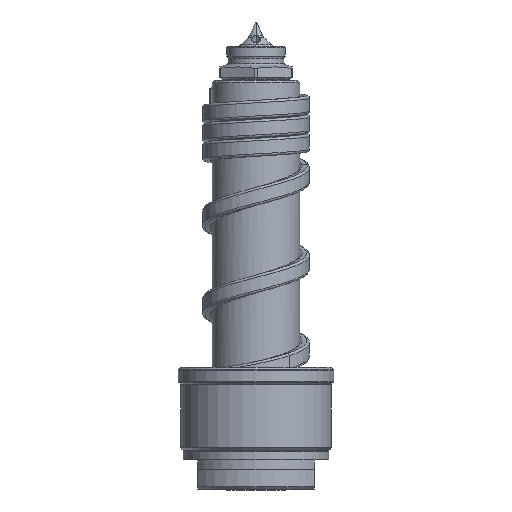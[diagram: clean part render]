
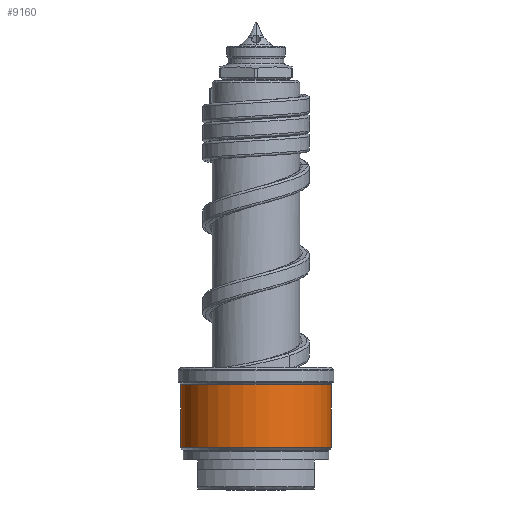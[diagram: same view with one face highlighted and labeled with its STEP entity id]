
A CAD part, front view. The second image highlights one B-rep face of the part: STEP entity #9160.
In plain terms, the highlighted cylindrical face has radius 15.5 mm (diameter 31 mm), a partial arc.
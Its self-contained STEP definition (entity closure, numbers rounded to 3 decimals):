
#2067=CARTESIAN_POINT('',(0.,0.,8.583));
#2068=DIRECTION('',(0.,0.,1.));
#2069=DIRECTION('',(-1.,0.,0.));
#2070=AXIS2_PLACEMENT_3D('',#2067,#2068,#2069);
#2072=DIRECTION('',(0.,0.,-1.));
#2073=VECTOR('',#2072,12.835);
#2074=CARTESIAN_POINT('',(-15.5,0.,21.417));
#2075=LINE('',#2074,#2073);
#2076=CARTESIAN_POINT('',(0.,0.,21.417));
#2077=DIRECTION('',(0.,0.,1.));
#2078=DIRECTION('',(-1.,0.,0.));
#2079=AXIS2_PLACEMENT_3D('',#2076,#2077,#2078);
#2081=DIRECTION('',(0.,0.,-1.));
#2082=VECTOR('',#2081,12.835);
#2083=CARTESIAN_POINT('',(15.5,0.,21.417));
#2084=LINE('',#2083,#2082);
#6318=CARTESIAN_POINT('',(15.5,0.,21.417));
#6319=CARTESIAN_POINT('',(-15.5,0.,21.417));
#6320=VERTEX_POINT('',#6318);
#6321=VERTEX_POINT('',#6319);
#6344=CARTESIAN_POINT('',(15.5,0.,8.583));
#6345=VERTEX_POINT('',#6344);
#6346=CARTESIAN_POINT('',(-15.5,0.,8.583));
#6347=VERTEX_POINT('',#6346);
#9148=CARTESIAN_POINT('',(0.,0.,7.15));
#9149=DIRECTION('',(0.,0.,1.));
#9150=DIRECTION('',(-1.,0.,0.));
#9151=AXIS2_PLACEMENT_3D('',#9148,#9149,#9150);
#9152=CYLINDRICAL_SURFACE('',#9151,15.5);
#9153=ORIENTED_EDGE('',*,*,#9120,.F.);
#9154=ORIENTED_EDGE('',*,*,#9138,.F.);
#9156=ORIENTED_EDGE('',*,*,#9155,.T.);
#9157=ORIENTED_EDGE('',*,*,#9134,.T.);
#9158=EDGE_LOOP('',(#9153,#9154,#9156,#9157));
#9159=FACE_OUTER_BOUND('',#9158,.F.);
#2071=CIRCLE('',#2070,15.5);
#2080=CIRCLE('',#2079,15.5);
#9120=EDGE_CURVE('',#6347,#6345,#2071,.T.);
#9134=EDGE_CURVE('',#6320,#6345,#2084,.T.);
#9138=EDGE_CURVE('',#6321,#6347,#2075,.T.);
#9155=EDGE_CURVE('',#6321,#6320,#2080,.T.);
#9160=ADVANCED_FACE('',(#9159),#9152,.T.);
